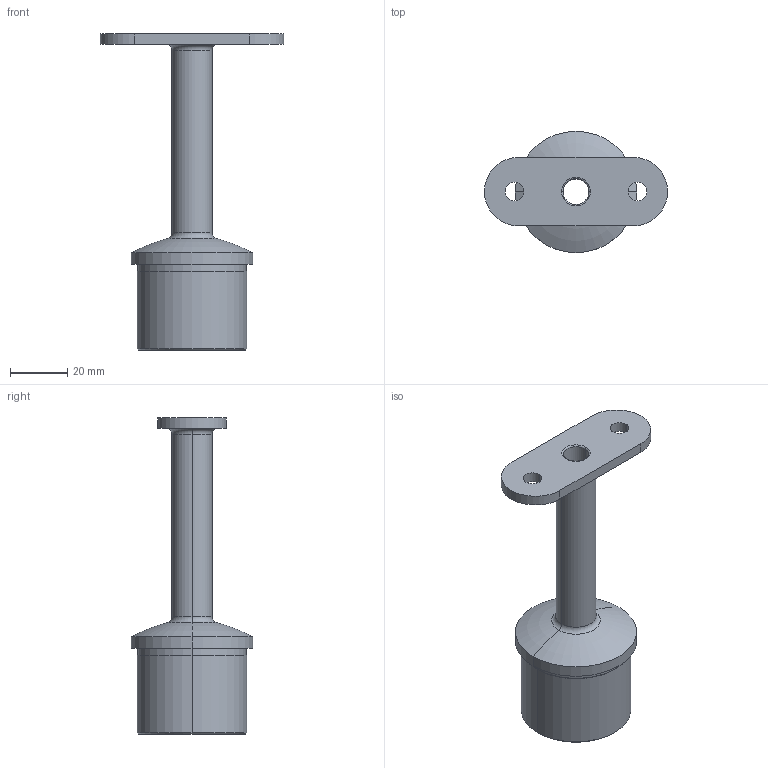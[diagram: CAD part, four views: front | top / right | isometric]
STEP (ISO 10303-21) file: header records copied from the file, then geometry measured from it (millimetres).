
FILE_DESCRIPTION (( 'STEP AP203' ), '1' );
FILE_NAME ('A_0710-242-LED.STEP', '2024-02-27T09:35:12', ( '' ), ( '' ), 'SwSTEP 2.0', 'SolidWorks 2019', '' );
FILE_SCHEMA (( 'CONFIG_CONTROL_DESIGN' ));
Length unit declared in the file: millimetre
Products named in the file (1): A_0710-242-LED
Bounding box: 64 x 42.4 x 110.5 mm (x, y, z)
Volume: 24754.8 mm3; surface area: 18600.1 mm2
Topology: 1 solids, 1 shells, 41 faces, 89 edges, 54 vertices
Faces by surface type: cylinder 19, torus 12, plane 8, cone 2
Entity records: 1226 total; most frequent: DIRECTION 235, CARTESIAN_POINT 185, ORIENTED_EDGE 178, AXIS2_PLACEMENT_3D 104, EDGE_CURVE 89, CIRCLE 62, VERTEX_POINT 54, EDGE_LOOP 51
